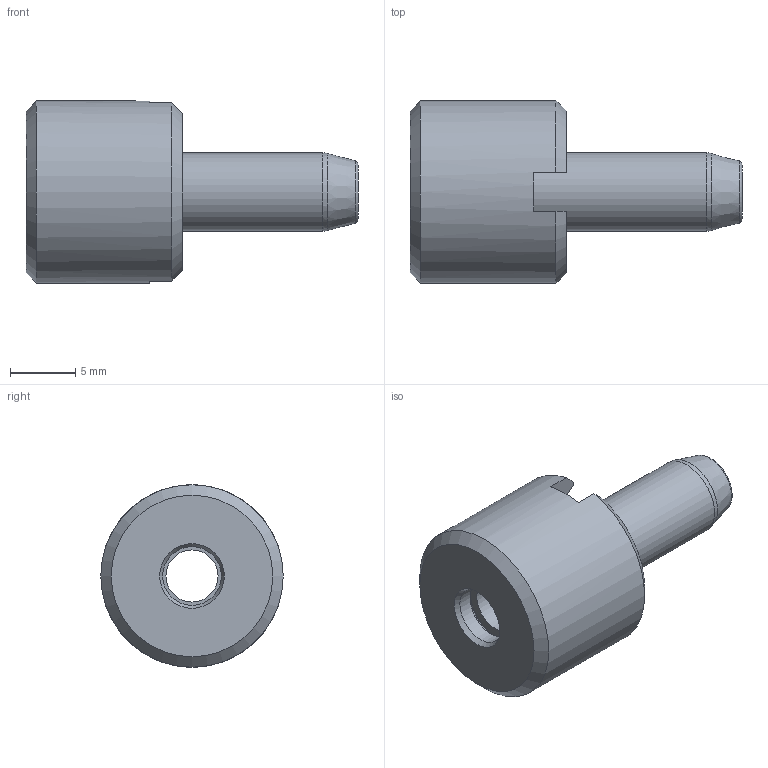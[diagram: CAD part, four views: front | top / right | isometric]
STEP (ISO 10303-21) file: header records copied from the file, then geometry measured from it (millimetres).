
FILE_DESCRIPTION(/* description */ (''),/* implementation_level */ '2;1');
FILE_NAME(/* name */ '7804001_-.stp',/* time_stamp */ '2021-04-28T13:50:14+02:00',/* author */ ('Fai'),/* organization */ (''),/* preprocessor_version */ 'ST-DEVELOPER v17.2',/* originating_system */ 'Autodesk Inventor 2019',/* authorisation */ '');
FILE_SCHEMA (('AUTOMOTIVE_DESIGN { 1 0 10303 214 3 1 1 }'));
Length unit declared in the file: millimetre
Products named in the file (1): 7804001
Bounding box: 25.48 x 14 x 14 mm (x, y, z)
Volume: 1571.9 mm3; surface area: 2157.9 mm2
Topology: 3 solids, 3 shells, 52 faces, 140 edges, 98 vertices
Faces by surface type: plane 20, torus 11, cylinder 10, cone 10, bspline 1
Full cylindrical faces by diameter (mm): 4 x1, 4.5 x1, 6 x1, 6.5 x1, 9 x1, 9.1 x1, 9.8 x1, 10 x2, 14 x1
Entity records: 1866 total; most frequent: CARTESIAN_POINT 343, DIRECTION 330, ORIENTED_EDGE 280, AXIS2_PLACEMENT_3D 148, EDGE_CURVE 140, VERTEX_POINT 98, CIRCLE 96, EDGE_LOOP 62
